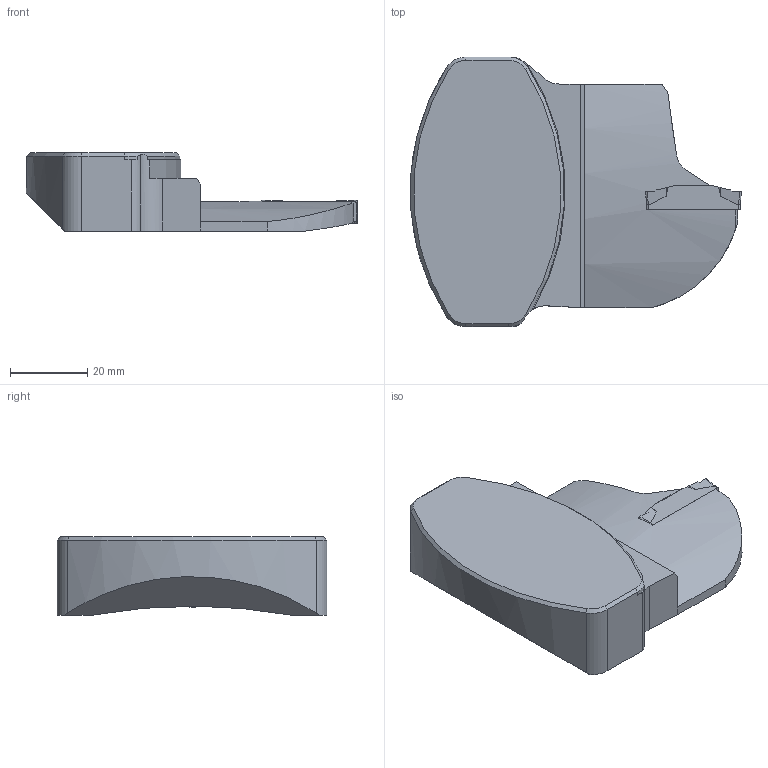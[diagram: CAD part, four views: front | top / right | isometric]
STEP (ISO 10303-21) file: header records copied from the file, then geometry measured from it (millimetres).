
FILE_DESCRIPTION(/* description */ (''),/* implementation_level */ '2;1');
FILE_NAME(/* name */ '1662643725707.stp',/* time_stamp */ '2022-09-08T15:28:51+02:00',/* author */ (''),/* organization */ ('SMS'),/* preprocessor_version */ 'ST-DEVELOPER v16.7',/* originating_system */ 'SIEMENS PLM Software NX 12.0',/* authorisation */ '');
FILE_SCHEMA (('AUTOMOTIVE_DESIGN { 1 0 10303 214 3 1 1 1 }'));
Length unit declared in the file: millimetre
Products named in the file (4): 204178709nuc000_00; ASSEMBLY_CONSTRUCTION; 204297899mod000_00; 204297900mod000_00
Assembly tree (3 placements, depth 2):
  204297900mod000_00
    204297899mod000_00
    ASSEMBLY_CONSTRUCTION
    204178709nuc000_00
Bounding box: 85.94 x 70 x 20.32 mm (x, y, z)
Volume: 56370.6 mm3; surface area: 13179.8 mm2
Topology: 2 solids, 2 shells, 81 faces, 224 edges, 153 vertices
Faces by surface type: plane 42, cylinder 20, cone 8, bspline 7, extrusion 4
Entity records: 2969 total; most frequent: CARTESIAN_POINT 781, ORIENTED_EDGE 446, DIRECTION 405, EDGE_CURVE 223, VERTEX_POINT 146, AXIS2_PLACEMENT_3D 138, VECTOR 129, LINE 125
